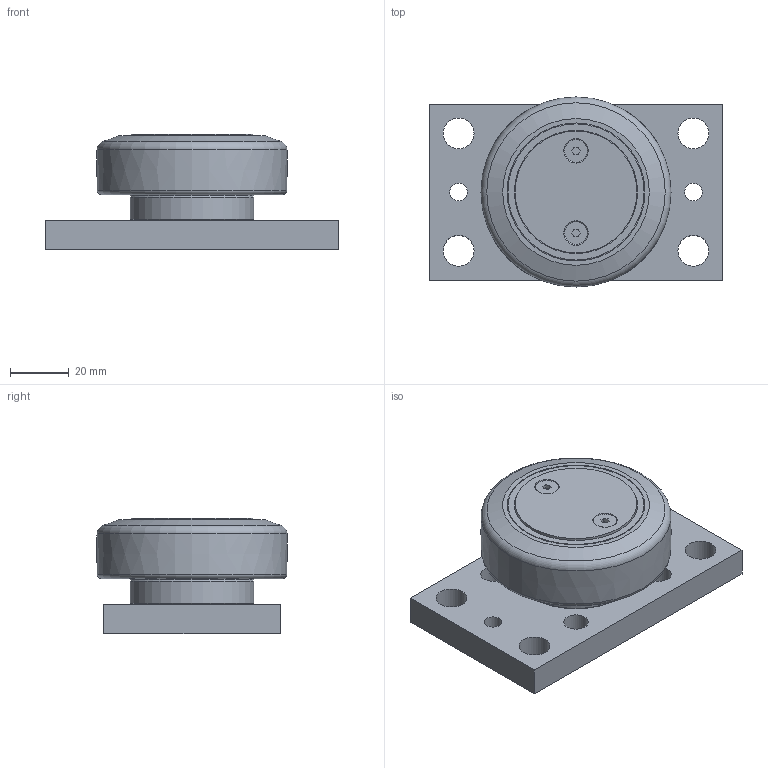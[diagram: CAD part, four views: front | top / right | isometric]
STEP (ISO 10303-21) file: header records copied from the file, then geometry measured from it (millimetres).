
FILE_DESCRIPTION(/* description */ ('-','CAx-IF Rec.Pracs.---Representation and Presentation of Product Manufacturing Information (PMI)---4.0---2014-10-13'),/* implementation_level */ '2;1');
FILE_NAME(/* name */ 'd102415f-de8a-412e-a571-c0dec7c58414.stp',/* time_stamp */ '2020-04-01T16:13:59+02:00',/* author */ ('-'),/* organization */ ('NTI CADcenter A/S'),/* preprocessor_version */ 'ST-DEVELOPER v18',/* originating_system */ 'Autodesk Inventor 2020',/* authorisation */ '-');
FILE_SCHEMA (('AP242_MANAGED_MODEL_BASED_3D_ENGINEERING_MIM_LF { 1 0 10303 442 1 1 4 }'));
Length unit declared in the file: millimetre
Products named in the file (1): PT 060.0460 BR1100_Kontur
Bounding box: 100 x 64.8 x 39.5 mm (x, y, z)
Volume: 125940.3 mm3; surface area: 39030.4 mm2
Topology: 1 solids, 1 shells, 302 faces, 887 edges, 527 vertices
Faces by surface type: plane 181, cylinder 107, cone 7, torus 6, bspline 1
Full cylindrical faces by diameter (mm): 3 x2, 4 x1, 4.917 x1, 6 x2, 7.8 x2, 8.3 x2, 8.376 x4, 10.5 x4, 38 x1, 41.5 x1, 42 x2, 42.1 x3, 42.971 x2, 45 x1, 45.5 x1, 47 x4
Entity records: 10900 total; most frequent: DIRECTION 2175, CARTESIAN_POINT 1979, ORIENTED_EDGE 1840, AXIS2_PLACEMENT_3D 970, EDGE_CURVE 920, CIRCLE 668, VERTEX_POINT 527, EDGE_LOOP 343
